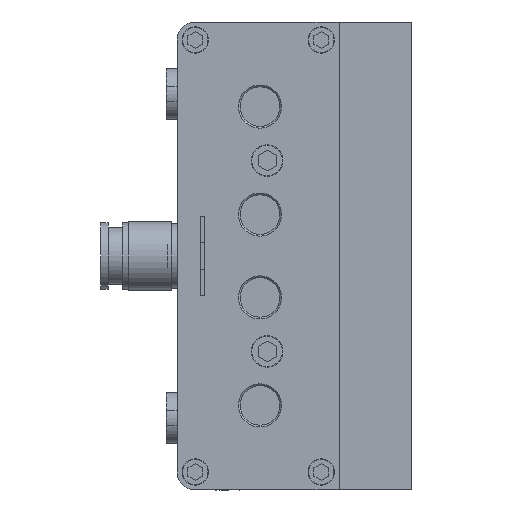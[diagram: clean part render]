
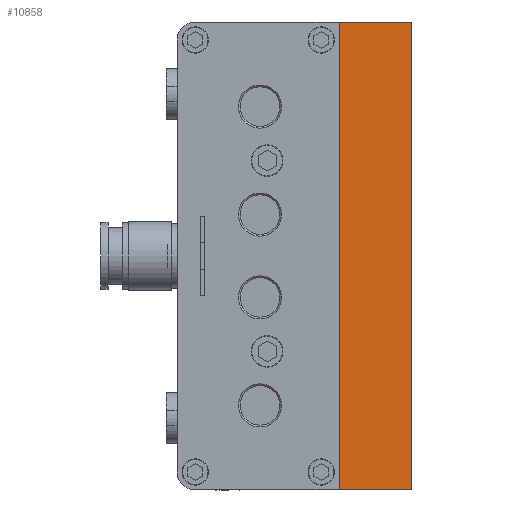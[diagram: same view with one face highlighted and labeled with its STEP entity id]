
A CAD part, left-side view. The second image highlights one B-rep face of the part: STEP entity #10858.
In plain terms, the highlighted planar face has unit normal (-1, 0, 0).
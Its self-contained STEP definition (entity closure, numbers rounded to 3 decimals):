
#957 = ORIENTED_EDGE ( 'NONE', *, *, #14969, .T. ) ;
#2240 = LINE ( 'NONE', #10767, #9879 ) ;
#3822 = EDGE_LOOP ( 'NONE', ( #31505, #5677, #20030, #957 ) ) ;
#4226 = CARTESIAN_POINT ( 'NONE',  ( -500., 0., -65. ) ) ;
#4422 = VECTOR ( 'NONE', #11438, 1000. ) ;
#4883 = DIRECTION ( 'NONE',  ( 0., 0., -1. ) ) ;
#5016 = VECTOR ( 'NONE', #28585, 1000. ) ;
#5070 = CARTESIAN_POINT ( 'NONE',  ( -500., 0., 65. ) ) ;
#5677 = ORIENTED_EDGE ( 'NONE', *, *, #25912, .F. ) ;
#5932 = AXIS2_PLACEMENT_3D ( 'NONE', #18846, #10115, #18664 ) ;
#7639 = FACE_OUTER_BOUND ( 'NONE', #3822, .T. ) ;
#9632 = LINE ( 'NONE', #17727, #5016 ) ;
#9879 = VECTOR ( 'NONE', #4883, 1000. ) ;
#10115 = DIRECTION ( 'NONE',  ( 1., 0., 0. ) ) ;
#10168 = VERTEX_POINT ( 'NONE', #24830 ) ;
#10217 = VERTEX_POINT ( 'NONE', #5070 ) ;
#10767 = CARTESIAN_POINT ( 'NONE',  ( -500., 0., 65. ) ) ;
#10858 = ADVANCED_FACE ( 'NONE', ( #7639 ), #30629, .F. ) ;
#11438 = DIRECTION ( 'NONE',  ( 0., 0., -1. ) ) ;
#14969 = EDGE_CURVE ( 'NONE', #27895, #10217, #34106, .T. ) ;
#15489 = EDGE_CURVE ( 'NONE', #10217, #26964, #2240, .T. ) ;
#17727 = CARTESIAN_POINT ( 'NONE',  ( -500., -20., -65. ) ) ;
#18664 = DIRECTION ( 'NONE',  ( 0., 0., -1. ) ) ;
#18846 = CARTESIAN_POINT ( 'NONE',  ( -500., -20., 65. ) ) ;
#20030 = ORIENTED_EDGE ( 'NONE', *, *, #24319, .F. ) ;
#23008 = CARTESIAN_POINT ( 'NONE',  ( -500., -20., 65. ) ) ;
#23405 = LINE ( 'NONE', #32339, #4422 ) ;
#24319 = EDGE_CURVE ( 'NONE', #27895, #10168, #23405, .T. ) ;
#24830 = CARTESIAN_POINT ( 'NONE',  ( -500., -20., -65. ) ) ;
#25115 = VECTOR ( 'NONE', #25919, 1000. ) ;
#25912 = EDGE_CURVE ( 'NONE', #10168, #26964, #9632, .T. ) ;
#25919 = DIRECTION ( 'NONE',  ( 0., 1., 0. ) ) ;
#26964 = VERTEX_POINT ( 'NONE', #4226 ) ;
#27895 = VERTEX_POINT ( 'NONE', #23008 ) ;
#28585 = DIRECTION ( 'NONE',  ( 0., 1., 0. ) ) ;
#28950 = CARTESIAN_POINT ( 'NONE',  ( -500., -20., 65. ) ) ;
#30629 = PLANE ( 'NONE',  #5932 ) ;
#31505 = ORIENTED_EDGE ( 'NONE', *, *, #15489, .T. ) ;
#32339 = CARTESIAN_POINT ( 'NONE',  ( -500., -20., 65. ) ) ;
#34106 = LINE ( 'NONE', #28950, #25115 ) ;
